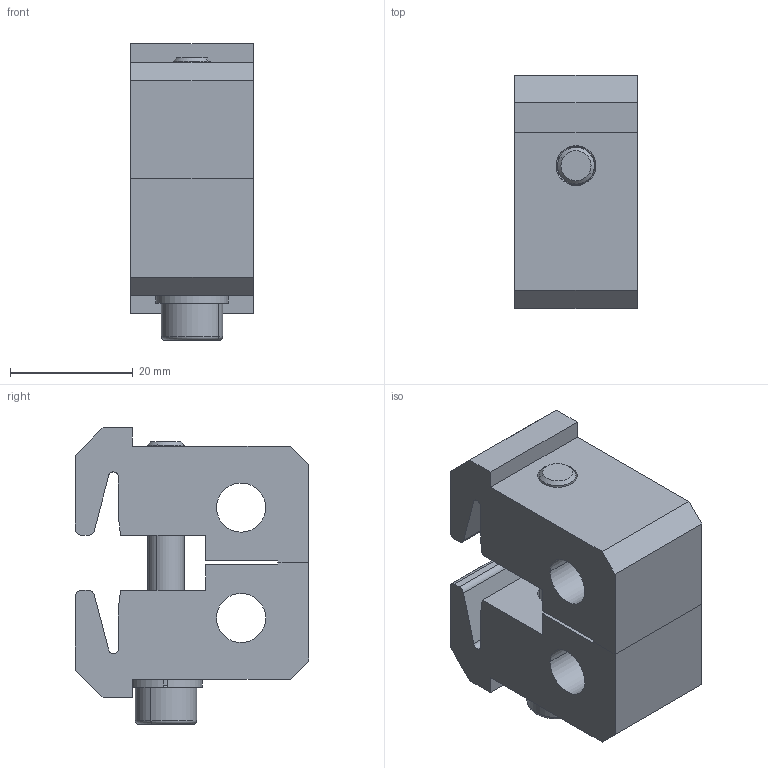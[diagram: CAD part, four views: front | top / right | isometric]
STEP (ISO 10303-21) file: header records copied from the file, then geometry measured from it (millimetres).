
FILE_DESCRIPTION (( 'STEP AP214' ), '1' );
FILE_NAME ('V03 Ïðèæèì Ñ.STEP', '2019-05-27T09:22:31', ( 'Ïîëüçîâàòåëü Windows' ), ( '' ), 'SwSTEP 2.0', 'SolidWorks 2018', '' );
FILE_SCHEMA (( 'AUTOMOTIVE_DESIGN' ));
Length unit declared in the file: millimetre
Products named in the file (4): socket head cap screw_din_DIN 912 M6 x 40 --- 24N; SNSK.17.01.00. 砎鳽鳻.V01; V03 Ïðèæèì Ñ; curved spring lock washer_din_Spring washer DIN 128 - A6
Assembly tree (4 placements, depth 2):
  V03 Ïðèæèì Ñ
    SNSK.17.01.00. 砎鳽鳻.V01  x2
    socket head cap screw_din_DIN 912 M6 x 40 --- 24N
    curved spring lock washer_din_Spring washer DIN 128 - A6
Bounding box: 20 x 38 x 48.3 mm (x, y, z)
Volume: 22939.5 mm3; surface area: 10355.2 mm2
Topology: 4 solids, 4 shells, 85 faces, 214 edges, 137 vertices
Faces by surface type: plane 55, cylinder 20, torus 6, cone 4
Entity records: 1909 total; most frequent: CARTESIAN_POINT 321, DIRECTION 317, ORIENTED_EDGE 286, EDGE_CURVE 143, AXIS2_PLACEMENT_3D 111, LINE 95, VECTOR 95, VERTEX_POINT 91
